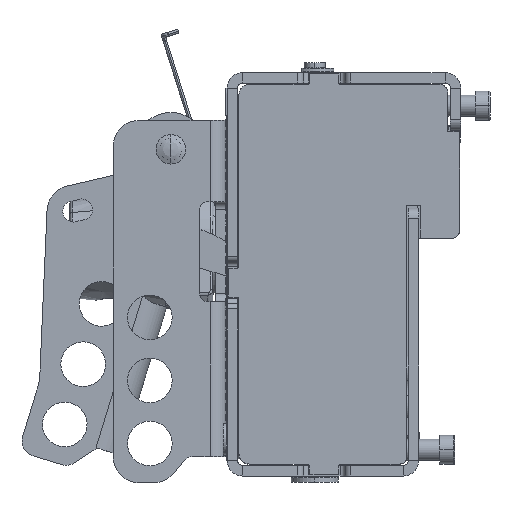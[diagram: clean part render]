
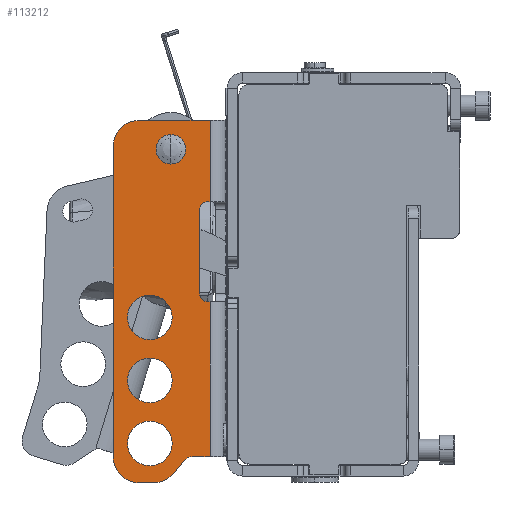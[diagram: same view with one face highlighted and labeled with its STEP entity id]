
A CAD part, left-side view. The second image highlights one B-rep face of the part: STEP entity #113212.
In plain terms, the highlighted planar face has unit normal (-1, 0, 0).
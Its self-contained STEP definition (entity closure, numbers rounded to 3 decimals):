
#112271=CARTESIAN_POINT('',(-20.9,129.2,2.2));
#112272=DIRECTION('',(1.,0.,0.));
#112273=DIRECTION('',(0.,0.,1.));
#112274=AXIS2_PLACEMENT_3D('',#112271,#112272,#112273);
#112276=CARTESIAN_POINT('',(-20.9,129.2,2.2));
#112277=DIRECTION('',(1.,0.,0.));
#112278=DIRECTION('',(0.,0.,-1.));
#112279=AXIS2_PLACEMENT_3D('',#112276,#112277,#112278);
#112281=CARTESIAN_POINT('',(-20.9,129.2,14.2));
#112282=DIRECTION('',(1.,0.,0.));
#112283=DIRECTION('',(0.,0.,1.));
#112284=AXIS2_PLACEMENT_3D('',#112281,#112282,#112283);
#112286=CARTESIAN_POINT('',(-20.9,129.2,14.2));
#112287=DIRECTION('',(1.,0.,0.));
#112288=DIRECTION('',(0.,0.,-1.));
#112289=AXIS2_PLACEMENT_3D('',#112286,#112287,#112288);
#112291=CARTESIAN_POINT('',(-20.9,129.2,26.2));
#112292=DIRECTION('',(1.,0.,0.));
#112293=DIRECTION('',(0.,0.,1.));
#112294=AXIS2_PLACEMENT_3D('',#112291,#112292,#112293);
#112296=CARTESIAN_POINT('',(-20.9,129.2,26.2));
#112297=DIRECTION('',(1.,0.,0.));
#112298=DIRECTION('',(0.,0.,-1.));
#112299=AXIS2_PLACEMENT_3D('',#112296,#112297,#112298);
#112301=CARTESIAN_POINT('',(-20.9,125.2,58.2));
#112302=DIRECTION('',(-1.,0.,0.));
#112303=DIRECTION('',(0.,0.,-1.));
#112304=AXIS2_PLACEMENT_3D('',#112301,#112302,#112303);
#112306=CARTESIAN_POINT('',(-20.9,125.2,58.2));
#112307=DIRECTION('',(-1.,0.,0.));
#112308=DIRECTION('',(0.,0.,1.));
#112309=AXIS2_PLACEMENT_3D('',#112306,#112307,#112308);
#112311=DIRECTION('',(0.,1.,0.));
#112312=VECTOR('',#112311,0.972);
#112313=CARTESIAN_POINT('',(-20.9,120.1,-0.3));
#112314=LINE('',#112313,#112312);
#112315=DIRECTION('',(0.,0.643,-0.766));
#112316=VECTOR('',#112315,3.263);
#112317=CARTESIAN_POINT('',(-20.9,122.604,-1.014));
#112318=LINE('',#112317,#112316);
#112319=CARTESIAN_POINT('',(-20.9,128.532,-0.3));
#112320=DIRECTION('',(-1.,0.,0.));
#112321=DIRECTION('',(0.,0.,-1.));
#112322=AXIS2_PLACEMENT_3D('',#112319,#112320,#112321);
#112324=DIRECTION('',(0.,1.,0.));
#112325=VECTOR('',#112324,2.668);
#112326=CARTESIAN_POINT('',(-20.9,128.532,-5.3));
#112327=LINE('',#112326,#112325);
#112328=CARTESIAN_POINT('',(-20.9,131.2,-0.3));
#112329=DIRECTION('',(-1.,0.,0.));
#112330=DIRECTION('',(0.,1.,0.));
#112331=AXIS2_PLACEMENT_3D('',#112328,#112329,#112330);
#112333=DIRECTION('',(0.,0.,1.));
#112334=VECTOR('',#112333,59.);
#112335=CARTESIAN_POINT('',(-20.9,136.2,-0.3));
#112336=LINE('',#112335,#112334);
#112337=CARTESIAN_POINT('',(-20.9,131.2,58.7));
#112338=DIRECTION('',(-1.,0.,0.));
#112339=DIRECTION('',(0.,0.,1.));
#112340=AXIS2_PLACEMENT_3D('',#112337,#112338,#112339);
#112342=DIRECTION('',(0.,1.,0.));
#112343=VECTOR('',#112342,0.5);
#112344=CARTESIAN_POINT('',(-20.9,117.7,48.2));
#112345=LINE('',#112344,#112343);
#112346=DIRECTION('',(0.,0.,1.));
#112347=VECTOR('',#112346,16.);
#112348=CARTESIAN_POINT('',(-20.9,119.7,30.7));
#112349=LINE('',#112348,#112347);
#112350=DIRECTION('',(0.,1.,0.));
#112351=VECTOR('',#112350,0.5);
#112352=CARTESIAN_POINT('',(-20.9,117.7,29.2));
#112353=LINE('',#112352,#112351);
#112354=DIRECTION('',(0.,1.,0.));
#112355=VECTOR('',#112354,2.4);
#112356=CARTESIAN_POINT('',(-20.9,117.7,-0.3));
#112357=LINE('',#112356,#112355);
#112383=CARTESIAN_POINT('',(-20.9,121.072,-2.3));
#112384=DIRECTION('',(1.,0.,0.));
#112385=DIRECTION('',(0.,0.766,0.643));
#112386=AXIS2_PLACEMENT_3D('',#112383,#112384,#112385);
#112428=DIRECTION('',(0.,-1.,0.));
#112429=VECTOR('',#112428,13.5);
#112430=CARTESIAN_POINT('',(-20.9,131.2,63.7));
#112431=LINE('',#112430,#112429);
#112468=CARTESIAN_POINT('',(-20.9,118.2,46.7));
#112469=DIRECTION('',(1.,0.,0.));
#112470=DIRECTION('',(0.,1.,0.));
#112471=AXIS2_PLACEMENT_3D('',#112468,#112469,#112470);
#112486=CARTESIAN_POINT('',(-20.9,118.2,30.7));
#112487=DIRECTION('',(1.,0.,0.));
#112488=DIRECTION('',(0.,0.,-1.));
#112489=AXIS2_PLACEMENT_3D('',#112486,#112487,#112488);
#112535=DIRECTION('',(0.,0.,-1.));
#112536=VECTOR('',#112535,29.5);
#112537=CARTESIAN_POINT('',(-20.9,117.7,29.2));
#112538=LINE('',#112537,#112536);
#112834=DIRECTION('',(0.,0.,-1.));
#112835=VECTOR('',#112834,15.5);
#112836=CARTESIAN_POINT('',(-20.9,117.7,63.7));
#112837=LINE('',#112836,#112835);
#112846=CARTESIAN_POINT('',(-20.9,117.7,63.7));
#112848=VERTEX_POINT('',#112846);
#112850=CARTESIAN_POINT('',(-20.9,117.7,-0.3));
#112852=VERTEX_POINT('',#112850);
#112874=CARTESIAN_POINT('',(-20.9,125.2,60.25));
#112875=CARTESIAN_POINT('',(-20.9,125.2,56.15));
#112876=VERTEX_POINT('',#112874);
#112877=VERTEX_POINT('',#112875);
#112890=CARTESIAN_POINT('',(-20.9,129.2,30.45));
#112891=CARTESIAN_POINT('',(-20.9,129.2,21.95));
#112892=VERTEX_POINT('',#112890);
#112893=VERTEX_POINT('',#112891);
#112894=CARTESIAN_POINT('',(-20.9,129.2,18.45));
#112895=CARTESIAN_POINT('',(-20.9,129.2,9.95));
#112896=VERTEX_POINT('',#112894);
#112897=VERTEX_POINT('',#112895);
#112898=CARTESIAN_POINT('',(-20.9,129.2,6.45));
#112899=CARTESIAN_POINT('',(-20.9,129.2,-2.05));
#112900=VERTEX_POINT('',#112898);
#112901=VERTEX_POINT('',#112899);
#112911=CARTESIAN_POINT('',(-20.9,117.7,48.2));
#112913=VERTEX_POINT('',#112911);
#112915=CARTESIAN_POINT('',(-20.9,117.7,29.2));
#112917=VERTEX_POINT('',#112915);
#112922=CARTESIAN_POINT('',(-20.9,131.2,63.7));
#112923=VERTEX_POINT('',#112922);
#112924=CARTESIAN_POINT('',(-20.9,136.2,58.7));
#112925=VERTEX_POINT('',#112924);
#112983=CARTESIAN_POINT('',(-20.9,119.7,30.7));
#112985=VERTEX_POINT('',#112983);
#112987=CARTESIAN_POINT('',(-20.9,118.2,29.2));
#112989=VERTEX_POINT('',#112987);
#112991=CARTESIAN_POINT('',(-20.9,118.2,48.2));
#112993=VERTEX_POINT('',#112991);
#112995=CARTESIAN_POINT('',(-20.9,119.7,46.7));
#112997=VERTEX_POINT('',#112995);
#113010=CARTESIAN_POINT('',(-20.9,136.2,-0.3));
#113011=VERTEX_POINT('',#113010);
#113012=CARTESIAN_POINT('',(-20.9,131.2,-5.3));
#113013=VERTEX_POINT('',#113012);
#113018=CARTESIAN_POINT('',(-20.9,128.532,-5.3));
#113019=VERTEX_POINT('',#113018);
#113020=CARTESIAN_POINT('',(-20.9,124.701,-3.514));
#113021=VERTEX_POINT('',#113020);
#113024=CARTESIAN_POINT('',(-20.9,120.1,-0.3));
#113025=VERTEX_POINT('',#113024);
#113027=CARTESIAN_POINT('',(-20.9,121.072,-0.3));
#113029=VERTEX_POINT('',#113027);
#113031=CARTESIAN_POINT('',(-20.9,122.604,-1.014));
#113033=VERTEX_POINT('',#113031);
#113149=CARTESIAN_POINT('',(-20.9,136.2,63.7));
#113150=DIRECTION('',(1.,0.,0.));
#113151=DIRECTION('',(0.,-1.,0.));
#113152=AXIS2_PLACEMENT_3D('',#113149,#113150,#113151);
#113153=PLANE('',#113152);
#113155=ORIENTED_EDGE('',*,*,#113154,.T.);
#113157=ORIENTED_EDGE('',*,*,#113156,.F.);
#113159=ORIENTED_EDGE('',*,*,#113158,.T.);
#113161=ORIENTED_EDGE('',*,*,#113160,.F.);
#113163=ORIENTED_EDGE('',*,*,#113162,.T.);
#113165=ORIENTED_EDGE('',*,*,#113164,.F.);
#113167=ORIENTED_EDGE('',*,*,#113166,.T.);
#113169=ORIENTED_EDGE('',*,*,#113168,.F.);
#113171=ORIENTED_EDGE('',*,*,#113170,.T.);
#113173=ORIENTED_EDGE('',*,*,#113172,.T.);
#113175=ORIENTED_EDGE('',*,*,#113174,.T.);
#113177=ORIENTED_EDGE('',*,*,#113176,.F.);
#113179=ORIENTED_EDGE('',*,*,#113178,.F.);
#113181=ORIENTED_EDGE('',*,*,#113180,.F.);
#113183=ORIENTED_EDGE('',*,*,#113182,.F.);
#113185=ORIENTED_EDGE('',*,*,#113184,.T.);
#113187=ORIENTED_EDGE('',*,*,#113186,.T.);
#113188=EDGE_LOOP('',(#113155,#113157,#113159,#113161,#113163,#113165,#113167,
#113169,#113171,#113173,#113175,#113177,#113179,#113181,#113183,#113185,
#113187));
#113189=FACE_OUTER_BOUND('',#113188,.F.);
#113191=ORIENTED_EDGE('',*,*,#113190,.F.);
#113193=ORIENTED_EDGE('',*,*,#113192,.F.);
#113194=EDGE_LOOP('',(#113191,#113193));
#113195=FACE_BOUND('',#113194,.F.);
#113196=ORIENTED_EDGE('',*,*,#113115,.F.);
#113197=ORIENTED_EDGE('',*,*,#113136,.F.);
#113198=EDGE_LOOP('',(#113196,#113197));
#113199=FACE_BOUND('',#113198,.F.);
#113201=ORIENTED_EDGE('',*,*,#113200,.T.);
#113203=ORIENTED_EDGE('',*,*,#113202,.T.);
#113204=EDGE_LOOP('',(#113201,#113203));
#113205=FACE_BOUND('',#113204,.F.);
#113207=ORIENTED_EDGE('',*,*,#113206,.F.);
#113209=ORIENTED_EDGE('',*,*,#113208,.F.);
#113210=EDGE_LOOP('',(#113207,#113209));
#113211=FACE_BOUND('',#113210,.F.);
#112275=CIRCLE('',#112274,4.25);
#112280=CIRCLE('',#112279,4.25);
#112285=CIRCLE('',#112284,4.25);
#112290=CIRCLE('',#112289,4.25);
#112295=CIRCLE('',#112294,4.25);
#112300=CIRCLE('',#112299,4.25);
#112305=CIRCLE('',#112304,2.05);
#112310=CIRCLE('',#112309,2.05);
#112323=CIRCLE('',#112322,5.);
#112332=CIRCLE('',#112331,5.);
#112341=CIRCLE('',#112340,5.);
#112387=CIRCLE('',#112386,2.);
#112472=CIRCLE('',#112471,1.5);
#112490=CIRCLE('',#112489,1.5);
#113115=EDGE_CURVE('',#112892,#112893,#112295,.T.);
#113136=EDGE_CURVE('',#112893,#112892,#112300,.T.);
#113154=EDGE_CURVE('',#113025,#113029,#112314,.T.);
#113156=EDGE_CURVE('',#113033,#113029,#112387,.T.);
#113158=EDGE_CURVE('',#113033,#113021,#112318,.T.);
#113160=EDGE_CURVE('',#113019,#113021,#112323,.T.);
#113162=EDGE_CURVE('',#113019,#113013,#112327,.T.);
#113164=EDGE_CURVE('',#113011,#113013,#112332,.T.);
#113166=EDGE_CURVE('',#113011,#112925,#112336,.T.);
#113168=EDGE_CURVE('',#112923,#112925,#112341,.T.);
#113170=EDGE_CURVE('',#112923,#112848,#112431,.T.);
#113172=EDGE_CURVE('',#112848,#112913,#112837,.T.);
#113174=EDGE_CURVE('',#112913,#112993,#112345,.T.);
#113176=EDGE_CURVE('',#112997,#112993,#112472,.T.);
#113178=EDGE_CURVE('',#112985,#112997,#112349,.T.);
#113180=EDGE_CURVE('',#112989,#112985,#112490,.T.);
#113182=EDGE_CURVE('',#112917,#112989,#112353,.T.);
#113184=EDGE_CURVE('',#112917,#112852,#112538,.T.);
#113186=EDGE_CURVE('',#112852,#113025,#112357,.T.);
#113190=EDGE_CURVE('',#112896,#112897,#112285,.T.);
#113192=EDGE_CURVE('',#112897,#112896,#112290,.T.);
#113200=EDGE_CURVE('',#112877,#112876,#112305,.T.);
#113202=EDGE_CURVE('',#112876,#112877,#112310,.T.);
#113206=EDGE_CURVE('',#112900,#112901,#112275,.T.);
#113208=EDGE_CURVE('',#112901,#112900,#112280,.T.);
#113212=ADVANCED_FACE('',(#113189,#113195,#113199,#113205,#113211),#113153,.F.);
